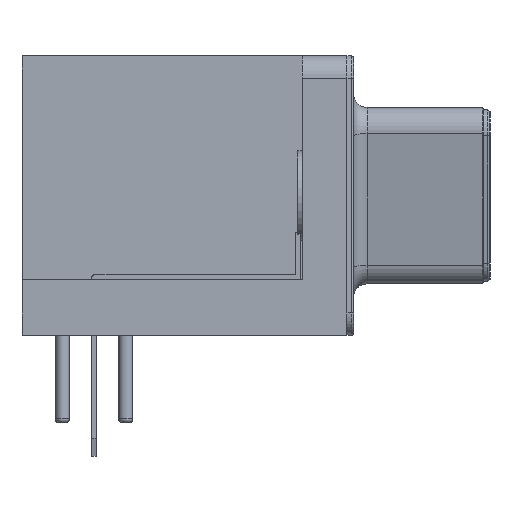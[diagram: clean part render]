
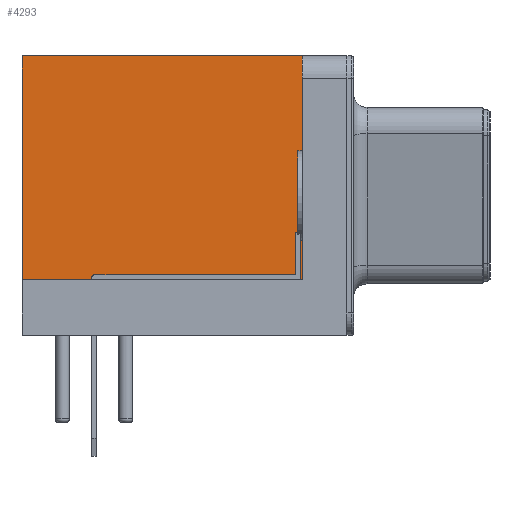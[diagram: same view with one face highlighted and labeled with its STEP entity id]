
A CAD part, left-side view. The second image highlights one B-rep face of the part: STEP entity #4293.
In plain terms, the highlighted planar face has unit normal (-1, 0, 0).
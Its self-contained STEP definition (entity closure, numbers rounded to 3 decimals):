
#37=DIRECTION('',(1.,0.,0.));
#74=DIRECTION('',(0.,1.,0.));
#138=DIRECTION('',(0.,0.,1.));
#3099=VECTOR('',#138,1.);
#3648=VECTOR('',#74,1.);
#3662=VERTEX_POINT('',#3663);
#3663=CARTESIAN_POINT('',(-54.13,1.8,12.5));
#3666=ORIENTED_EDGE('',*,*,#3667,.F.);
#3667=EDGE_CURVE('',#3668,#3662,#3670,.T.);
#3668=VERTEX_POINT('',#3669);
#3669=CARTESIAN_POINT('',(-54.13,-10.74,12.5));
#3670=LINE('',#3671,#3648);
#3671=CARTESIAN_POINT('',(-54.13,-11.74,12.5));
#4273=VERTEX_POINT('',#4274);
#4274=CARTESIAN_POINT('',(-54.13,-10.74,2.5));
#4278=EDGE_CURVE('',#4273,#3668,#4279,.T.);
#4279=LINE('',#4274,#3099);
#4293=ADVANCED_FACE('',(#4294),#4306,.F.);
#4294=FACE_BOUND('',#4295,.F.);
#4295=EDGE_LOOP('',(#4296,#4297,#4302,#3666));
#4296=ORIENTED_EDGE('',*,*,#4278,.F.);
#4297=ORIENTED_EDGE('',*,*,#4298,.T.);
#4298=EDGE_CURVE('',#4273,#4299,#4301,.T.);
#4299=VERTEX_POINT('',#4300);
#4300=CARTESIAN_POINT('',(-54.13,1.8,2.5));
#4301=LINE('',#4274,#3648);
#4302=ORIENTED_EDGE('',*,*,#4303,.T.);
#4303=EDGE_CURVE('',#4299,#3662,#4304,.T.);
#4304=LINE('',#4305,#3099);
#4305=CARTESIAN_POINT('',(-54.13,1.8,4.375));
#4306=PLANE('',#4307);
#4307=AXIS2_PLACEMENT_3D('',#4274,#37,#138);
